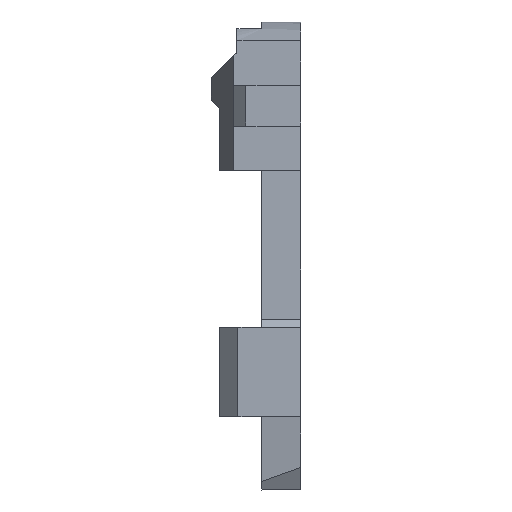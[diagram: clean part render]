
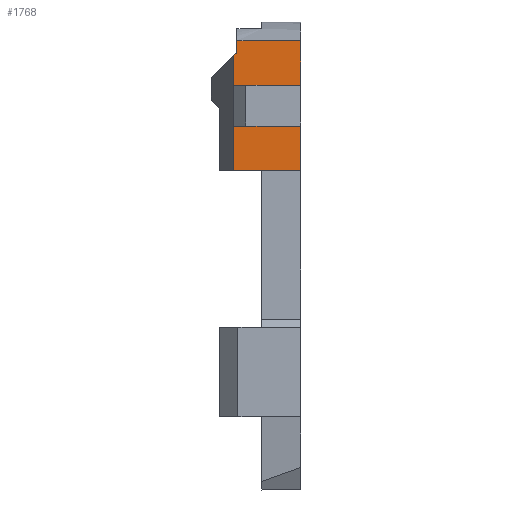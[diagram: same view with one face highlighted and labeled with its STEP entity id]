
A CAD part, left-side view. The second image highlights one B-rep face of the part: STEP entity #1768.
In plain terms, the highlighted planar face has unit normal (-1, 0, 0).
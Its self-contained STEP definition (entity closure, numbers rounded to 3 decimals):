
#398 = VERTEX_POINT('',#399);
#399 = CARTESIAN_POINT('',(-25.666,13.242,
    62.806));
#406 = EDGE_CURVE('',#398,#407,#409,.T.);
#407 = VERTEX_POINT('',#408);
#408 = CARTESIAN_POINT('',(-25.666,13.242,
    57.312));
#409 = LINE('',#410,#411);
#410 = CARTESIAN_POINT('',(-25.666,13.242,
    62.806));
#411 = VECTOR('',#412,1.);
#412 = DIRECTION('',(0.,0.,-1.));
#431 = VERTEX_POINT('',#432);
#432 = CARTESIAN_POINT('',(-25.666,13.242,
    52.312));
#438 = EDGE_CURVE('',#431,#439,#441,.T.);
#439 = VERTEX_POINT('',#440);
#440 = CARTESIAN_POINT('',(-25.666,13.242,
    46.819));
#441 = LINE('',#442,#443);
#442 = CARTESIAN_POINT('',(-25.666,13.242,
    62.806));
#443 = VECTOR('',#444,1.);
#444 = DIRECTION('',(0.,0.,-1.));
#1733 = VERTEX_POINT('',#1734);
#1734 = CARTESIAN_POINT('',(-25.666,21.085,
    62.806));
#1758 = EDGE_CURVE('',#398,#1733,#1759,.T.);
#1759 = LINE('',#1760,#1761);
#1760 = CARTESIAN_POINT('',(-25.666,13.242,
    62.806));
#1761 = VECTOR('',#1762,1.);
#1762 = DIRECTION('',(0.,1.,0.));
#1768 = ADVANCED_FACE('',(#1769),#1850,.T.);
#1769 = FACE_BOUND('',#1770,.T.);
#1770 = EDGE_LOOP('',(#1771,#1781,#1789,#1797,#1803,#1804,#1805,#1813,
    #1821,#1829,#1837,#1843,#1844));
#1771 = ORIENTED_EDGE('',*,*,#1772,.T.);
#1772 = EDGE_CURVE('',#1773,#1775,#1777,.T.);
#1773 = VERTEX_POINT('',#1774);
#1774 = CARTESIAN_POINT('',(-25.666,19.992,
    52.312));
#1775 = VERTEX_POINT('',#1776);
#1776 = CARTESIAN_POINT('',(-25.666,21.502,
    52.312));
#1777 = LINE('',#1778,#1779);
#1778 = CARTESIAN_POINT('',(-25.666,15.599,
    52.312));
#1779 = VECTOR('',#1780,1.);
#1780 = DIRECTION('',(0.,1.,0.));
#1781 = ORIENTED_EDGE('',*,*,#1782,.T.);
#1782 = EDGE_CURVE('',#1775,#1783,#1785,.T.);
#1783 = VERTEX_POINT('',#1784);
#1784 = CARTESIAN_POINT('',(-25.666,21.502,
    57.312));
#1785 = LINE('',#1786,#1787);
#1786 = CARTESIAN_POINT('',(-25.666,21.502,
    52.312));
#1787 = VECTOR('',#1788,1.);
#1788 = DIRECTION('',(0.,0.,1.));
#1789 = ORIENTED_EDGE('',*,*,#1790,.F.);
#1790 = EDGE_CURVE('',#1791,#1783,#1793,.T.);
#1791 = VERTEX_POINT('',#1792);
#1792 = CARTESIAN_POINT('',(-25.666,19.992,
    57.312));
#1793 = LINE('',#1794,#1795);
#1794 = CARTESIAN_POINT('',(-25.666,15.599,
    57.312));
#1795 = VECTOR('',#1796,1.);
#1796 = DIRECTION('',(0.,1.,0.));
#1797 = ORIENTED_EDGE('',*,*,#1798,.F.);
#1798 = EDGE_CURVE('',#407,#1791,#1799,.T.);
#1799 = LINE('',#1800,#1801);
#1800 = CARTESIAN_POINT('',(-25.666,13.242,
    57.312));
#1801 = VECTOR('',#1802,1.);
#1802 = DIRECTION('',(0.,1.,0.));
#1803 = ORIENTED_EDGE('',*,*,#406,.F.);
#1804 = ORIENTED_EDGE('',*,*,#1758,.T.);
#1805 = ORIENTED_EDGE('',*,*,#1806,.F.);
#1806 = EDGE_CURVE('',#1807,#1733,#1809,.T.);
#1807 = VERTEX_POINT('',#1808);
#1808 = CARTESIAN_POINT('',(-25.666,21.085,
    61.219));
#1809 = LINE('',#1810,#1811);
#1810 = CARTESIAN_POINT('',(-25.666,21.085,
    40.448));
#1811 = VECTOR('',#1812,1.);
#1812 = DIRECTION('',(0.,0.,1.));
#1813 = ORIENTED_EDGE('',*,*,#1814,.T.);
#1814 = EDGE_CURVE('',#1807,#1815,#1817,.T.);
#1815 = VERTEX_POINT('',#1816);
#1816 = CARTESIAN_POINT('',(-25.666,21.233,
    61.219));
#1817 = LINE('',#1818,#1819);
#1818 = CARTESIAN_POINT('',(-25.666,21.085,
    61.219));
#1819 = VECTOR('',#1820,1.);
#1820 = DIRECTION('',(0.,1.,0.));
#1821 = ORIENTED_EDGE('',*,*,#1822,.T.);
#1822 = EDGE_CURVE('',#1815,#1823,#1825,.T.);
#1823 = VERTEX_POINT('',#1824);
#1824 = CARTESIAN_POINT('',(-25.666,21.51,
    61.025));
#1825 = LINE('',#1826,#1827);
#1826 = CARTESIAN_POINT('',(-25.666,22.442,
    60.372));
#1827 = VECTOR('',#1828,1.);
#1828 = DIRECTION('',(0.,0.819,-0.574
    ));
#1829 = ORIENTED_EDGE('',*,*,#1830,.F.);
#1830 = EDGE_CURVE('',#1831,#1823,#1833,.T.);
#1831 = VERTEX_POINT('',#1832);
#1832 = CARTESIAN_POINT('',(-25.666,21.51,
    46.819));
#1833 = LINE('',#1834,#1835);
#1834 = CARTESIAN_POINT('',(-25.666,21.51,
    56.819));
#1835 = VECTOR('',#1836,1.);
#1836 = DIRECTION('',(0.,0.,1.));
#1837 = ORIENTED_EDGE('',*,*,#1838,.F.);
#1838 = EDGE_CURVE('',#439,#1831,#1839,.T.);
#1839 = LINE('',#1840,#1841);
#1840 = CARTESIAN_POINT('',(-25.666,21.085,
    46.819));
#1841 = VECTOR('',#1842,1.);
#1842 = DIRECTION('',(0.,1.,0.));
#1843 = ORIENTED_EDGE('',*,*,#438,.F.);
#1844 = ORIENTED_EDGE('',*,*,#1845,.T.);
#1845 = EDGE_CURVE('',#431,#1773,#1846,.T.);
#1846 = LINE('',#1847,#1848);
#1847 = CARTESIAN_POINT('',(-25.666,13.242,
    52.312));
#1848 = VECTOR('',#1849,1.);
#1849 = DIRECTION('',(0.,1.,0.));
#1850 = PLANE('',#1851);
#1851 = AXIS2_PLACEMENT_3D('',#1852,#1853,#1854);
#1852 = CARTESIAN_POINT('',(-25.666,17.956,
    55.03));
#1853 = DIRECTION('',(-1.,0.,0.));
#1854 = DIRECTION('',(0.,1.,0.));
